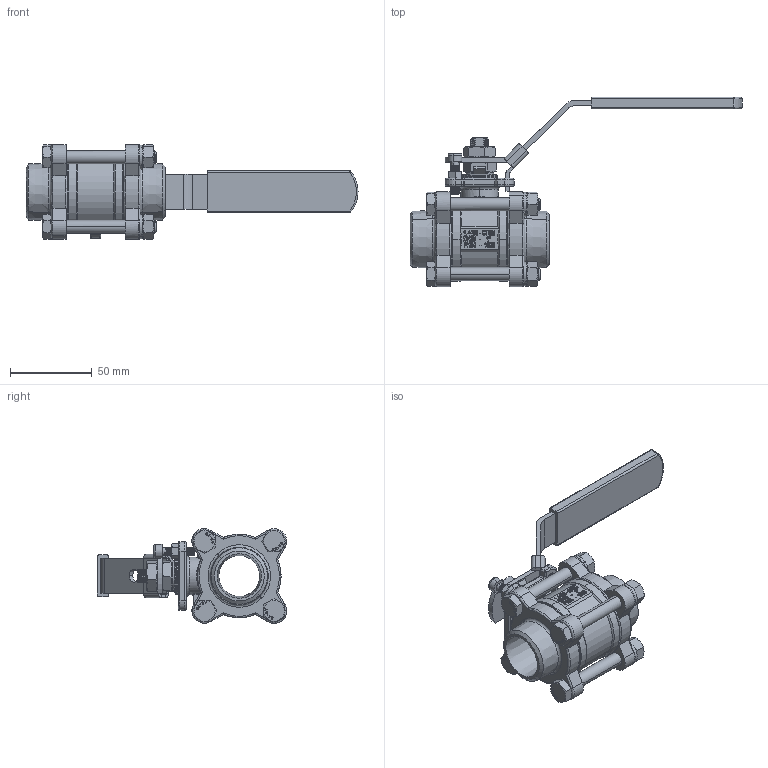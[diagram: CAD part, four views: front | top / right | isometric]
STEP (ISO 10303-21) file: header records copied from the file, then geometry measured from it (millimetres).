
FILE_DESCRIPTION (( 'STEP AP203' ), '1' );
FILE_NAME ('1-32 E對焊盤型華司-V Mark.STEP', '2017-01-09T05:22:40', ( 'user' ), ( '' ), 'SwSTEP 2.0', 'SolidWorks 2005179', '' );
FILE_SCHEMA (( 'CONFIG_CONTROL_DESIGN' ));
Products named in the file (24): G-22E2740_預設; T-26E08G0_預設; D-31E7290-01_預設; 32E VENTIM 膠套; G-31E1840_預設; T-20E05T0_預設; C-32E016-SVE盤型華司型_預設; 1-32 E對焊盤型華司-V Mark; G-10A1940_預設; G-B3CA640_預設; M-32E2142鎖片_預設; T-22E09S0_預設; M-32E2142_預設; T-20E07T0_預設; E-32E0460_預設; G-16D1741_預設; G-16D1340_預設; G-16D1150_預設; 鏡射T-20E05T0_預設; T-31E06T0-2_預設; G-10C1940_預設; F-10G0361_預設; 鏡射T-31E06T0-2_預設; G-10C2640_預設
Assembly tree (35 placements, depth 2):
  1-32 E對焊盤型華司-V Mark
    T-26E08G0_預設
    G-22E2740_預設
    G-31E1840_預設  x4
    G-B3CA640_預設
    D-31E7290-01_預設  x2
    G-16D1150_預設  x2
    G-10C1940_預設  x4
    T-22E09S0_預設
    M-32E2142鎖片_預設
    G-10C2640_預設  x4
    T-20E07T0_預設
    C-32E016-SVE盤型華司型_預設
    M-32E2142_預設
    T-31E06T0-2_預設
    32E VENTIM 膠套
    G-10A1940_預設
    鏡射T-20E05T0_預設
    G-16D1741_預設  x2
    E-32E0460_預設
    T-20E05T0_預設
    G-16D1340_預設
    F-10G0361_預設
    鏡射T-31E06T0-2_預設
Bounding box: 202.44 x 115.51 x 57.83 mm (x, y, z)
Volume: 154386.2 mm3; surface area: 96993.4 mm2
Topology: 35 solids, 35 shells, 2132 faces, 5455 edges, 3454 vertices
Faces by surface type: plane 756, cylinder 588, bspline 408, cone 218, torus 114, sphere 48
Entity records: 93756 total; most frequent: CARTESIAN_POINT 57435, ORIENTED_EDGE 7738, DIRECTION 5784, EDGE_CURVE 3869, VERTEX_POINT 2485, AXIS2_PLACEMENT_3D 1945, VECTOR 1894, LINE 1894
